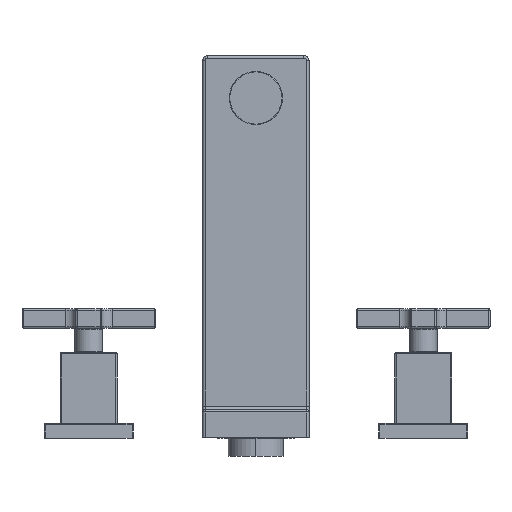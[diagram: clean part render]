
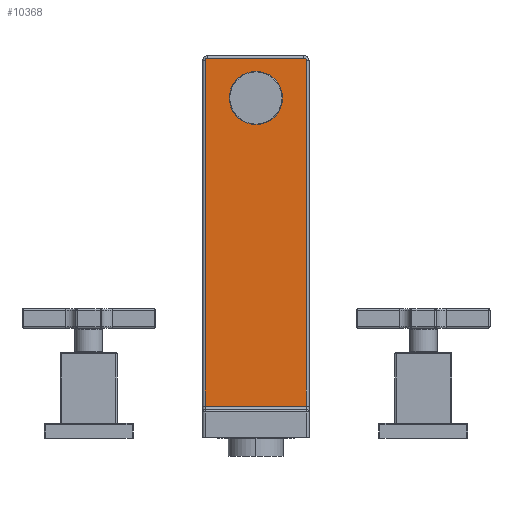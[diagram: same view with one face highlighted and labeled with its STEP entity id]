
A CAD part, front view. The second image highlights one B-rep face of the part: STEP entity #10368.
In plain terms, the highlighted planar face has unit normal (0, -1, 0).
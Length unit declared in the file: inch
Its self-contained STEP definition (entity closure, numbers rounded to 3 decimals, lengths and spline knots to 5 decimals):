
#9568=DIRECTION('',(0.,0.,1.));
#9569=VECTOR('',#9568,8.132);
#9570=CARTESIAN_POINT('',(-1.19,0.43,0.76));
#9571=LINE('',#9570,#9569);
#9575=CARTESIAN_POINT('',(-1.132,0.43,8.892));
#9576=DIRECTION('',(0.,1.,0.));
#9577=DIRECTION('',(-1.,0.,0.));
#9578=AXIS2_PLACEMENT_3D('',#9575,#9576,#9577);
#9583=DIRECTION('',(1.,0.,0.));
#9584=VECTOR('',#9583,2.264);
#9585=CARTESIAN_POINT('',(-1.132,0.43,8.95));
#9586=LINE('',#9585,#9584);
#9590=CARTESIAN_POINT('',(1.132,0.43,8.892));
#9591=DIRECTION('',(0.,1.,0.));
#9592=DIRECTION('',(0.,0.,1.));
#9593=AXIS2_PLACEMENT_3D('',#9590,#9591,#9592);
#9598=DIRECTION('',(0.,0.,-1.));
#9599=VECTOR('',#9598,8.132);
#9600=CARTESIAN_POINT('',(1.19,0.43,8.892));
#9601=LINE('',#9600,#9599);
#9605=DIRECTION('',(1.,0.,0.));
#9606=VECTOR('',#9605,2.38);
#9607=CARTESIAN_POINT('',(-1.19,0.43,0.76));
#9608=LINE('',#9607,#9606);
#9612=CARTESIAN_POINT('',(0.,0.43,8.01));
#9613=DIRECTION('',(0.,-1.,0.));
#9614=DIRECTION('',(1.,0.,0.));
#9615=AXIS2_PLACEMENT_3D('',#9612,#9613,#9614);
#9620=CARTESIAN_POINT('',(0.,0.43,8.01));
#9621=DIRECTION('',(0.,-1.,0.));
#9622=DIRECTION('',(-1.,0.,0.));
#9623=AXIS2_PLACEMENT_3D('',#9620,#9621,#9622);
#10204=CARTESIAN_POINT('',(-1.19,0.43,0.76));
#10205=VERTEX_POINT('',#10204);
#10208=CARTESIAN_POINT('',(-1.19,0.43,8.892));
#10209=VERTEX_POINT('',#10208);
#10212=CARTESIAN_POINT('',(-1.132,0.43,8.95));
#10213=VERTEX_POINT('',#10212);
#10216=CARTESIAN_POINT('',(1.132,0.43,8.95));
#10217=VERTEX_POINT('',#10216);
#10220=CARTESIAN_POINT('',(1.19,0.43,8.892));
#10221=VERTEX_POINT('',#10220);
#10224=CARTESIAN_POINT('',(1.19,0.43,0.76));
#10225=VERTEX_POINT('',#10224);
#10268=CARTESIAN_POINT('',(0.625,0.43,8.01));
#10269=CARTESIAN_POINT('',(-0.625,0.43,8.01));
#10270=VERTEX_POINT('',#10268);
#10271=VERTEX_POINT('',#10269);
#10344=CARTESIAN_POINT('',(-1.25,0.43,9.01));
#10345=DIRECTION('',(0.,-1.,0.));
#10346=DIRECTION('',(0.,0.,-1.));
#10347=AXIS2_PLACEMENT_3D('',#10344,#10345,#10346);
#10348=PLANE('',#10347);
#10350=ORIENTED_EDGE('',*,*,#10349,.T.);
#10352=ORIENTED_EDGE('',*,*,#10351,.T.);
#10354=ORIENTED_EDGE('',*,*,#10353,.T.);
#10356=ORIENTED_EDGE('',*,*,#10355,.T.);
#10357=ORIENTED_EDGE('',*,*,#10330,.T.);
#10359=ORIENTED_EDGE('',*,*,#10358,.F.);
#10360=EDGE_LOOP('',(#10350,#10352,#10354,#10356,#10357,#10359));
#10361=FACE_OUTER_BOUND('',#10360,.F.);
#10363=ORIENTED_EDGE('',*,*,#10362,.T.);
#10365=ORIENTED_EDGE('',*,*,#10364,.T.);
#10366=EDGE_LOOP('',(#10363,#10365));
#10367=FACE_BOUND('',#10366,.F.);
#9579=CIRCLE('',#9578,0.058);
#9594=CIRCLE('',#9593,0.058);
#9616=CIRCLE('',#9615,0.625);
#9624=CIRCLE('',#9623,0.625);
#10330=EDGE_CURVE('',#10221,#10225,#9601,.T.);
#10349=EDGE_CURVE('',#10205,#10209,#9571,.T.);
#10351=EDGE_CURVE('',#10209,#10213,#9579,.T.);
#10353=EDGE_CURVE('',#10213,#10217,#9586,.T.);
#10355=EDGE_CURVE('',#10217,#10221,#9594,.T.);
#10358=EDGE_CURVE('',#10205,#10225,#9608,.T.);
#10362=EDGE_CURVE('',#10270,#10271,#9616,.T.);
#10364=EDGE_CURVE('',#10271,#10270,#9624,.T.);
#10368=ADVANCED_FACE('',(#10361,#10367),#10348,.T.);
